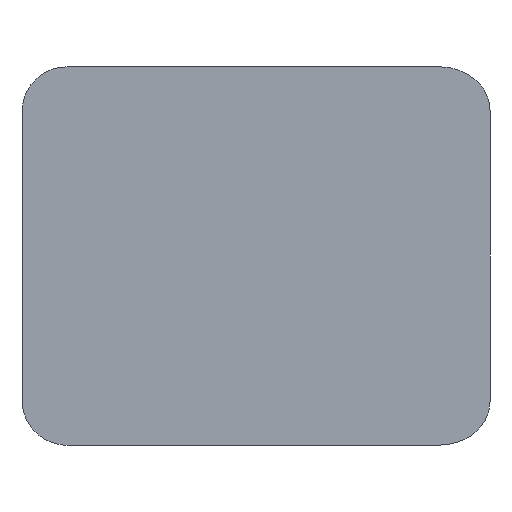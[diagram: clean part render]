
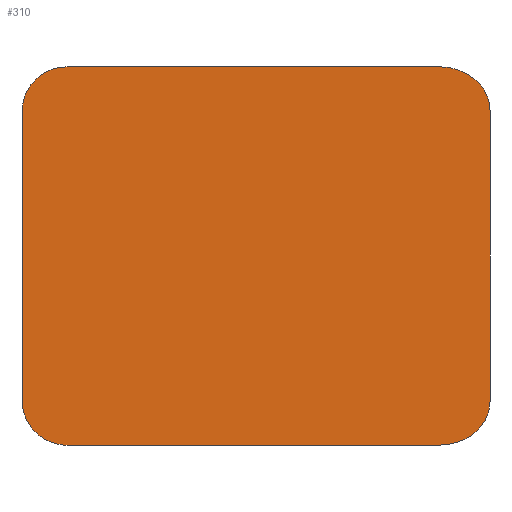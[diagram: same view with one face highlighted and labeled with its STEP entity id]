
A CAD part, front view. The second image highlights one B-rep face of the part: STEP entity #310.
In plain terms, the highlighted planar face has unit normal (0, -1, 0).
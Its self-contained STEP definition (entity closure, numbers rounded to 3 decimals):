
#1=CARTESIAN_POINT('',(-48.25,0.,-29.713));
#2=CARTESIAN_POINT('',(-48.25,0.,-30.487));
#3=CARTESIAN_POINT('',(-48.067,0.,-31.852));
#4=CARTESIAN_POINT('',(-47.27,0.,-34.15));
#5=CARTESIAN_POINT('',(-45.662,0.,-36.412));
#6=CARTESIAN_POINT('',(-43.4,0.,-38.02));
#7=CARTESIAN_POINT('',(-41.102,0.,-38.817));
#8=CARTESIAN_POINT('',(-39.737,0.,-39.));
#9=CARTESIAN_POINT('',(-38.963,0.,-39.));
#11=DIRECTION('',(0.,0.,-1.));
#12=VECTOR('',#11,59.425);
#13=CARTESIAN_POINT('',(-48.25,0.,29.713));
#14=LINE('',#13,#12);
#15=CARTESIAN_POINT('',(-38.963,0.,39.));
#16=CARTESIAN_POINT('',(-39.737,0.,39.));
#17=CARTESIAN_POINT('',(-41.102,0.,38.817));
#18=CARTESIAN_POINT('',(-43.4,0.,38.02));
#19=CARTESIAN_POINT('',(-45.662,0.,36.412));
#20=CARTESIAN_POINT('',(-47.27,0.,34.15));
#21=CARTESIAN_POINT('',(-48.067,0.,31.852));
#22=CARTESIAN_POINT('',(-48.25,0.,30.487));
#23=CARTESIAN_POINT('',(-48.25,0.,29.713));
#25=DIRECTION('',(1.,0.,0.));
#26=VECTOR('',#25,76.755);
#27=CARTESIAN_POINT('',(-38.963,0.,39.));
#28=LINE('',#27,#26);
#29=CARTESIAN_POINT('',(48.25,0.,29.931));
#30=CARTESIAN_POINT('',(48.25,0.,30.745));
#31=CARTESIAN_POINT('',(48.021,0.,32.142));
#32=CARTESIAN_POINT('',(47.062,0.,34.438));
#33=CARTESIAN_POINT('',(45.185,0.,36.629));
#34=CARTESIAN_POINT('',(42.617,0.,38.129));
#35=CARTESIAN_POINT('',(40.079,0.,38.846));
#36=CARTESIAN_POINT('',(38.606,0.,39.));
#37=CARTESIAN_POINT('',(37.792,0.,39.));
#39=DIRECTION('',(0.,0.,-1.));
#40=VECTOR('',#39,59.862);
#41=CARTESIAN_POINT('',(48.25,0.,29.931));
#42=LINE('',#41,#40);
#43=CARTESIAN_POINT('',(37.792,0.,-39.));
#44=CARTESIAN_POINT('',(38.606,0.,-39.));
#45=CARTESIAN_POINT('',(40.079,0.,-38.846));
#46=CARTESIAN_POINT('',(42.617,0.,-38.129));
#47=CARTESIAN_POINT('',(45.185,0.,-36.629));
#48=CARTESIAN_POINT('',(47.062,0.,-34.438));
#49=CARTESIAN_POINT('',(48.021,0.,-32.142));
#50=CARTESIAN_POINT('',(48.25,0.,-30.745));
#51=CARTESIAN_POINT('',(48.25,0.,-29.931));
#53=DIRECTION('',(1.,0.,0.));
#54=VECTOR('',#53,76.755);
#55=CARTESIAN_POINT('',(-38.963,0.,-39.));
#56=LINE('',#55,#54);
#257=VERTEX_POINT('',#29);
#258=VERTEX_POINT('',#37);
#259=VERTEX_POINT('',#43);
#260=VERTEX_POINT('',#51);
#261=VERTEX_POINT('',#15);
#262=VERTEX_POINT('',#23);
#263=VERTEX_POINT('',#1);
#264=VERTEX_POINT('',#9);
#287=CARTESIAN_POINT('',(0.,0.,0.));
#288=DIRECTION('',(0.,1.,0.));
#289=DIRECTION('',(1.,0.,0.));
#290=AXIS2_PLACEMENT_3D('',#287,#288,#289);
#291=PLANE('',#290);
#293=ORIENTED_EDGE('',*,*,#292,.F.);
#295=ORIENTED_EDGE('',*,*,#294,.F.);
#297=ORIENTED_EDGE('',*,*,#296,.F.);
#299=ORIENTED_EDGE('',*,*,#298,.T.);
#301=ORIENTED_EDGE('',*,*,#300,.F.);
#303=ORIENTED_EDGE('',*,*,#302,.T.);
#305=ORIENTED_EDGE('',*,*,#304,.F.);
#307=ORIENTED_EDGE('',*,*,#306,.F.);
#308=EDGE_LOOP('',(#293,#295,#297,#299,#301,#303,#305,#307));
#309=FACE_OUTER_BOUND('',#308,.F.);
#10=B_SPLINE_CURVE_WITH_KNOTS('',3,(#1,#2,#3,#4,#5,#6,#7,#8,#9),.UNSPECIFIED.,
.F.,.F.,(4,1,1,1,1,1,4),(0.,0.125,0.25,0.5,0.75,0.875,1.),
.UNSPECIFIED.);
#24=B_SPLINE_CURVE_WITH_KNOTS('',3,(#15,#16,#17,#18,#19,#20,#21,#22,#23),
.UNSPECIFIED.,.F.,.F.,(4,1,1,1,1,1,4),(0.,0.125,0.25,0.5,0.75,0.875,
1.),.UNSPECIFIED.);
#38=B_SPLINE_CURVE_WITH_KNOTS('',3,(#29,#30,#31,#32,#33,#34,#35,#36,#37),
.UNSPECIFIED.,.F.,.F.,(4,1,1,1,1,1,4),(0.,0.125,0.25,0.5,0.75,0.875,
1.),.UNSPECIFIED.);
#52=B_SPLINE_CURVE_WITH_KNOTS('',3,(#43,#44,#45,#46,#47,#48,#49,#50,#51),
.UNSPECIFIED.,.F.,.F.,(4,1,1,1,1,1,4),(0.,0.125,0.25,0.5,0.75,0.875,
1.),.UNSPECIFIED.);
#292=EDGE_CURVE('',#263,#264,#10,.T.);
#294=EDGE_CURVE('',#262,#263,#14,.T.);
#296=EDGE_CURVE('',#261,#262,#24,.T.);
#298=EDGE_CURVE('',#261,#258,#28,.T.);
#300=EDGE_CURVE('',#257,#258,#38,.T.);
#302=EDGE_CURVE('',#257,#260,#42,.T.);
#304=EDGE_CURVE('',#259,#260,#52,.T.);
#306=EDGE_CURVE('',#264,#259,#56,.T.);
#310=ADVANCED_FACE('',(#309),#291,.F.);
